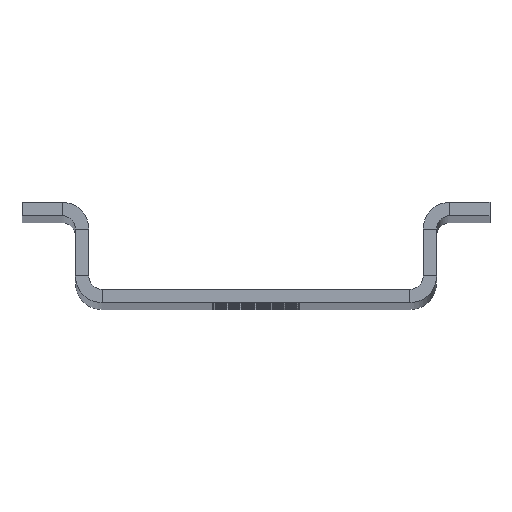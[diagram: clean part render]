
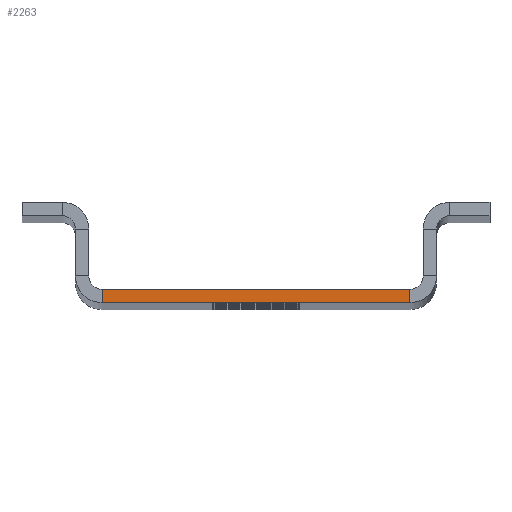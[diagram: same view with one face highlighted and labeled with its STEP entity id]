
A CAD part, top view. The second image highlights one B-rep face of the part: STEP entity #2263.
In plain terms, the highlighted planar face has unit normal (0, 0, 1).
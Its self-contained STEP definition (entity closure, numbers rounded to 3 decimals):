
#51 = VECTOR ( 'NONE', #941, 1000. ) ;
#136 = CARTESIAN_POINT ( 'NONE',  ( -13.5, 0., 150. ) ) ;
#199 = VECTOR ( 'NONE', #231, 1000. ) ;
#231 = DIRECTION ( 'NONE',  ( 0., -1., 0. ) ) ;
#303 = PLANE ( 'NONE',  #1215 ) ;
#342 = LINE ( 'NONE', #136, #1901 ) ;
#452 = LINE ( 'NONE', #842, #2251 ) ;
#474 = ORIENTED_EDGE ( 'NONE', *, *, #1253, .T. ) ;
#714 = VERTEX_POINT ( 'NONE', #920 ) ;
#842 = CARTESIAN_POINT ( 'NONE',  ( 12.5, 1., 150. ) ) ;
#879 = DIRECTION ( 'NONE',  ( 1., 0., 0. ) ) ;
#920 = CARTESIAN_POINT ( 'NONE',  ( -11.5, 1., 150. ) ) ;
#934 = ORIENTED_EDGE ( 'NONE', *, *, #1110, .F. ) ;
#941 = DIRECTION ( 'NONE',  ( 0., -1., 0. ) ) ;
#1110 = EDGE_CURVE ( 'NONE', #1498, #1812, #1150, .T. ) ;
#1117 = ORIENTED_EDGE ( 'NONE', *, *, #1280, .T. ) ;
#1150 = LINE ( 'NONE', #1502, #51 ) ;
#1191 = CARTESIAN_POINT ( 'NONE',  ( 11.5, 0., 150. ) ) ;
#1215 = AXIS2_PLACEMENT_3D ( 'NONE', #1242, #1787, #1556 ) ;
#1242 = CARTESIAN_POINT ( 'NONE',  ( 12.5, 602.761, 150. ) ) ;
#1253 = EDGE_CURVE ( '������43', #1498, #714, #452, .T. ) ;
#1280 = EDGE_CURVE ( 'NONE', #714, #1886, #1379, .T. ) ;
#1379 = LINE ( 'NONE', #2277, #199 ) ;
#1462 = EDGE_CURVE ( '������44', #1886, #1812, #342, .T. ) ;
#1479 = CARTESIAN_POINT ( 'NONE',  ( 11.5, 1., 150. ) ) ;
#1498 = VERTEX_POINT ( 'NONE', #1479 ) ;
#1502 = CARTESIAN_POINT ( 'NONE',  ( 11.5, 602.761, 150. ) ) ;
#1556 = DIRECTION ( 'NONE',  ( 1., 0., 0. ) ) ;
#1787 = DIRECTION ( 'NONE',  ( 0., 0., 1. ) ) ;
#1812 = VERTEX_POINT ( 'NONE', #1191 ) ;
#1886 = VERTEX_POINT ( 'NONE', #1960 ) ;
#1901 = VECTOR ( 'NONE', #879, 1000. ) ;
#1929 = DIRECTION ( 'NONE',  ( -1., 0., 0. ) ) ;
#1960 = CARTESIAN_POINT ( 'NONE',  ( -11.5, 0., 150. ) ) ;
#1969 = FACE_OUTER_BOUND ( 'NONE', #2202, .T. ) ;
#2049 = ORIENTED_EDGE ( 'NONE', *, *, #1462, .T. ) ;
#2202 = EDGE_LOOP ( 'NONE', ( #2049, #934, #474, #1117 ) ) ;
#2251 = VECTOR ( 'NONE', #1929, 1000. ) ;
#2263 = ADVANCED_FACE ( '�����1', ( #1969 ), #303, .T. ) ;
#2277 = CARTESIAN_POINT ( 'NONE',  ( -11.5, 602.761, 150. ) ) ;
